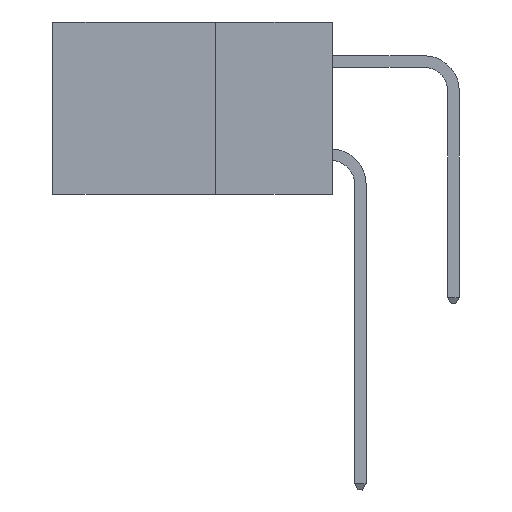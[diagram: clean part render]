
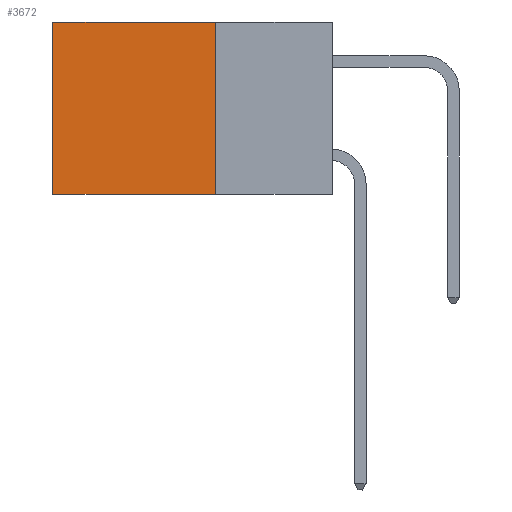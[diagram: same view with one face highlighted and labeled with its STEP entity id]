
A CAD part, left-side view. The second image highlights one B-rep face of the part: STEP entity #3672.
In plain terms, the highlighted planar face has unit normal (-1, 0, 0).
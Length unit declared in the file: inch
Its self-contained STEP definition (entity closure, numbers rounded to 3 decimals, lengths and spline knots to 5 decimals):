
#388 = VECTOR ( 'NONE', #15848, 39.37008 ) ;
#1759 = VECTOR ( 'NONE', #14106, 39.37008 ) ;
#1860 = VERTEX_POINT ( 'NONE', #4777 ) ;
#2049 = LINE ( 'NONE', #7941, #1759 ) ;
#2062 = ORIENTED_EDGE ( 'NONE', *, *, #14296, .T. ) ;
#3115 = ORIENTED_EDGE ( 'NONE', *, *, #9579, .T. ) ;
#3261 = CARTESIAN_POINT ( 'NONE',  ( 0.2615, 0.6, -0.37 ) ) ;
#3311 = VECTOR ( 'NONE', #10078, 39.37008 ) ;
#3672 = ADVANCED_FACE ( 'NONE', ( #14672 ), #14899, .F. ) ;
#4777 = CARTESIAN_POINT ( 'NONE',  ( 0.2615, 0.6, 0. ) ) ;
#5160 = LINE ( 'NONE', #6433, #3311 ) ;
#6097 = EDGE_LOOP ( 'NONE', ( #2062, #11452, #11911, #3115 ) ) ;
#6208 = CARTESIAN_POINT ( 'NONE',  ( 0.2615, 0.25, 0. ) ) ;
#6433 = CARTESIAN_POINT ( 'NONE',  ( 0.2615, 0.6, -0.37 ) ) ;
#7212 = LINE ( 'NONE', #12242, #9264 ) ;
#7941 = CARTESIAN_POINT ( 'NONE',  ( 0.2615, 0.25, -0.37 ) ) ;
#8653 = CARTESIAN_POINT ( 'NONE',  ( 0.2615, 0.25, -0.37 ) ) ;
#9057 = VERTEX_POINT ( 'NONE', #3261 ) ;
#9264 = VECTOR ( 'NONE', #10933, 39.37008 ) ;
#9344 = AXIS2_PLACEMENT_3D ( 'NONE', #8653, #11074, #13451 ) ;
#9579 = EDGE_CURVE ( 'NONE', #11870, #1860, #12147, .T. ) ;
#10078 = DIRECTION ( 'NONE',  ( 0., 0., -1. ) ) ;
#10933 = DIRECTION ( 'NONE',  ( 0., 1., 0. ) ) ;
#11074 = DIRECTION ( 'NONE',  ( 1., 0., 0. ) ) ;
#11086 = CARTESIAN_POINT ( 'NONE',  ( 0.2615, 0.25, 0. ) ) ;
#11452 = ORIENTED_EDGE ( 'NONE', *, *, #13304, .F. ) ;
#11870 = VERTEX_POINT ( 'NONE', #11086 ) ;
#11911 = ORIENTED_EDGE ( 'NONE', *, *, #12173, .F. ) ;
#12147 = LINE ( 'NONE', #6208, #388 ) ;
#12173 = EDGE_CURVE ( 'NONE', #11870, #12775, #2049, .T. ) ;
#12242 = CARTESIAN_POINT ( 'NONE',  ( 0.2615, 0.25, -0.37 ) ) ;
#12775 = VERTEX_POINT ( 'NONE', #14492 ) ;
#13304 = EDGE_CURVE ( 'NONE', #12775, #9057, #7212, .T. ) ;
#13451 = DIRECTION ( 'NONE',  ( 0., 0., -1. ) ) ;
#14106 = DIRECTION ( 'NONE',  ( 0., 0., -1. ) ) ;
#14296 = EDGE_CURVE ( 'NONE', #1860, #9057, #5160, .T. ) ;
#14492 = CARTESIAN_POINT ( 'NONE',  ( 0.2615, 0.25, -0.37 ) ) ;
#14672 = FACE_OUTER_BOUND ( 'NONE', #6097, .T. ) ;
#14899 = PLANE ( 'NONE',  #9344 ) ;
#15848 = DIRECTION ( 'NONE',  ( 0., 1., 0. ) ) ;
